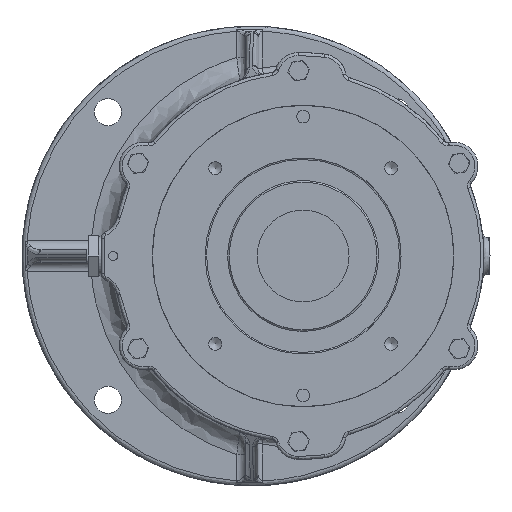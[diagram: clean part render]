
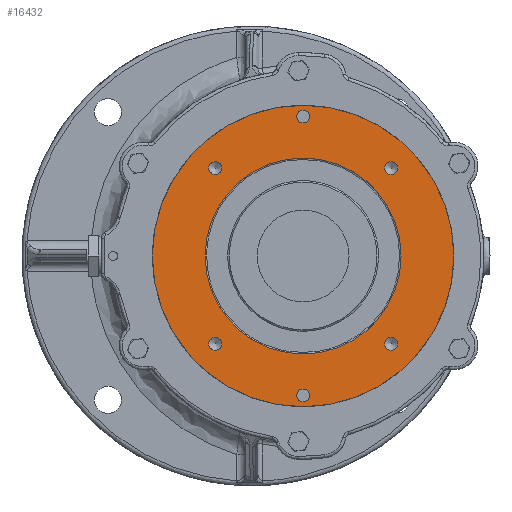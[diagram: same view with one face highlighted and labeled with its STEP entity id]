
A CAD part, left-side view. The second image highlights one B-rep face of the part: STEP entity #16432.
In plain terms, the highlighted planar face has unit normal (-1, 0, 0).
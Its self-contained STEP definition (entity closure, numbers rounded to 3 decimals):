
#46 = FACE_BOUND ( 'NONE', #25724, .T. ) ;
#829 = VERTEX_POINT ( 'NONE', #31750 ) ;
#1759 = EDGE_CURVE ( 'NONE', #10544, #10544, #29191, .T. ) ;
#1849 = DIRECTION ( 'NONE',  ( 1., 0., 0. ) ) ;
#2740 = DIRECTION ( 'NONE',  ( 1., 0., 0. ) ) ;
#3249 = ORIENTED_EDGE ( 'NONE', *, *, #21020, .T. ) ;
#3287 = ORIENTED_EDGE ( 'NONE', *, *, #4516, .T. ) ;
#4052 = CIRCLE ( 'NONE', #29071, 4.25 ) ;
#4424 = EDGE_LOOP ( 'NONE', ( #15734 ) ) ;
#4516 = EDGE_CURVE ( 'NONE', #14321, #14321, #4052, .T. ) ;
#4818 = EDGE_CURVE ( 'NONE', #13672, #13672, #34814, .T. ) ;
#5078 = CARTESIAN_POINT ( 'NONE',  ( -106., 51.086, 58.336 ) ) ;
#5536 = DIRECTION ( 'NONE',  ( 1., 0., 0. ) ) ;
#6315 = AXIS2_PLACEMENT_3D ( 'NONE', #29723, #5536, #32644 ) ;
#6715 = EDGE_LOOP ( 'NONE', ( #3287 ) ) ;
#7119 = CARTESIAN_POINT ( 'NONE',  ( -106., -68., 0. ) ) ;
#10054 = DIRECTION ( 'NONE',  ( 0., -1., 0. ) ) ;
#10544 = VERTEX_POINT ( 'NONE', #20839 ) ;
#11327 = DIRECTION ( 'NONE',  ( 0., -1., 0. ) ) ;
#11594 = CARTESIAN_POINT ( 'NONE',  ( -106., 1.25, 92.5 ) ) ;
#12656 = DIRECTION ( 'NONE',  ( 0., -1., 0. ) ) ;
#12668 = CARTESIAN_POINT ( 'NONE',  ( -106., -3., 92.5 ) ) ;
#13226 = AXIS2_PLACEMENT_3D ( 'NONE', #12668, #16457, #43345 ) ;
#13672 = VERTEX_POINT ( 'NONE', #21293 ) ;
#13717 = ORIENTED_EDGE ( 'NONE', *, *, #36232, .F. ) ;
#14145 = FACE_BOUND ( 'NONE', #14893, .T. ) ;
#14321 = VERTEX_POINT ( 'NONE', #24417 ) ;
#14893 = EDGE_LOOP ( 'NONE', ( #27875 ) ) ;
#14964 = DIRECTION ( 'NONE',  ( 1., 0., 0. ) ) ;
#15294 = CARTESIAN_POINT ( 'NONE',  ( -106., -3., 0. ) ) ;
#15734 = ORIENTED_EDGE ( 'NONE', *, *, #28263, .T. ) ;
#16432 = ADVANCED_FACE ( 'NONE', ( #24008, #30958, #30728, #14145, #46, #43326, #37202, #26314 ), #38096, .T. ) ;
#16457 = DIRECTION ( 'NONE',  ( 1., 0., 0. ) ) ;
#17190 = CARTESIAN_POINT ( 'NONE',  ( -106., -3., 0. ) ) ;
#17301 = AXIS2_PLACEMENT_3D ( 'NONE', #43960, #2740, #34325 ) ;
#18746 = VERTEX_POINT ( 'NONE', #5078 ) ;
#18900 = AXIS2_PLACEMENT_3D ( 'NONE', #20803, #41609, #10054 ) ;
#19090 = AXIS2_PLACEMENT_3D ( 'NONE', #24780, #41336, #31279 ) ;
#19516 = AXIS2_PLACEMENT_3D ( 'NONE', #24453, #20217, #12656 ) ;
#20217 = DIRECTION ( 'NONE',  ( -1., 0., 0. ) ) ;
#20569 = DIRECTION ( 'NONE',  ( 1., 0., 0. ) ) ;
#20803 = CARTESIAN_POINT ( 'NONE',  ( -106., 55.336, 58.336 ) ) ;
#20839 = CARTESIAN_POINT ( 'NONE',  ( -106., -65.586, 58.336 ) ) ;
#21020 = EDGE_CURVE ( 'NONE', #30858, #30858, #26591, .T. ) ;
#21293 = CARTESIAN_POINT ( 'NONE',  ( -106., -65.586, -58.336 ) ) ;
#23765 = CIRCLE ( 'NONE', #17301, 4.25 ) ;
#24008 = FACE_OUTER_BOUND ( 'NONE', #24697, .T. ) ;
#24417 = CARTESIAN_POINT ( 'NONE',  ( -106., 51.086, -58.336 ) ) ;
#24453 = CARTESIAN_POINT ( 'NONE',  ( -106., -103., 0. ) ) ;
#24697 = EDGE_LOOP ( 'NONE', ( #13717 ) ) ;
#24780 = CARTESIAN_POINT ( 'NONE',  ( -106., -61.336, -58.336 ) ) ;
#25594 = DIRECTION ( 'NONE',  ( 0., -1., 0. ) ) ;
#25724 = EDGE_LOOP ( 'NONE', ( #32337 ) ) ;
#26112 = VERTEX_POINT ( 'NONE', #43350 ) ;
#26314 = FACE_BOUND ( 'NONE', #4424, .T. ) ;
#26591 = CIRCLE ( 'NONE', #41615, 65. ) ;
#27256 = ORIENTED_EDGE ( 'NONE', *, *, #32836, .T. ) ;
#27875 = ORIENTED_EDGE ( 'NONE', *, *, #31186, .T. ) ;
#28263 = EDGE_CURVE ( 'NONE', #829, #829, #23765, .T. ) ;
#28348 = AXIS2_PLACEMENT_3D ( 'NONE', #17190, #20569, #11327 ) ;
#28405 = DIRECTION ( 'NONE',  ( 0., -1., 0. ) ) ;
#28701 = EDGE_LOOP ( 'NONE', ( #3249 ) ) ;
#29056 = CARTESIAN_POINT ( 'NONE',  ( -106., 55.336, -58.336 ) ) ;
#29071 = AXIS2_PLACEMENT_3D ( 'NONE', #29056, #14964, #28405 ) ;
#29191 = CIRCLE ( 'NONE', #6315, 4.25 ) ;
#29723 = CARTESIAN_POINT ( 'NONE',  ( -106., -61.336, 58.336 ) ) ;
#30728 = FACE_BOUND ( 'NONE', #6715, .T. ) ;
#30858 = VERTEX_POINT ( 'NONE', #7119 ) ;
#30958 = FACE_BOUND ( 'NONE', #28701, .T. ) ;
#31186 = EDGE_CURVE ( 'NONE', #18746, #18746, #35360, .T. ) ;
#31279 = DIRECTION ( 'NONE',  ( 0., -1., 0. ) ) ;
#31750 = CARTESIAN_POINT ( 'NONE',  ( -106., 1.25, -92.5 ) ) ;
#32337 = ORIENTED_EDGE ( 'NONE', *, *, #1759, .T. ) ;
#32391 = EDGE_LOOP ( 'NONE', ( #27256 ) ) ;
#32644 = DIRECTION ( 'NONE',  ( 0., -1., 0. ) ) ;
#32836 = EDGE_CURVE ( 'NONE', #41811, #41811, #33267, .T. ) ;
#32930 = EDGE_LOOP ( 'NONE', ( #34046 ) ) ;
#33267 = CIRCLE ( 'NONE', #13226, 4.25 ) ;
#34046 = ORIENTED_EDGE ( 'NONE', *, *, #4818, .T. ) ;
#34325 = DIRECTION ( 'NONE',  ( 0., 1., 0. ) ) ;
#34814 = CIRCLE ( 'NONE', #19090, 4.25 ) ;
#35360 = CIRCLE ( 'NONE', #18900, 4.25 ) ;
#36232 = EDGE_CURVE ( 'NONE', #26112, #26112, #39769, .T. ) ;
#37202 = FACE_BOUND ( 'NONE', #32391, .T. ) ;
#38096 = PLANE ( 'NONE',  #19516 ) ;
#39769 = CIRCLE ( 'NONE', #28348, 100. ) ;
#41336 = DIRECTION ( 'NONE',  ( 1., 0., 0. ) ) ;
#41609 = DIRECTION ( 'NONE',  ( 1., 0., 0. ) ) ;
#41615 = AXIS2_PLACEMENT_3D ( 'NONE', #15294, #1849, #25594 ) ;
#41811 = VERTEX_POINT ( 'NONE', #11594 ) ;
#43326 = FACE_BOUND ( 'NONE', #32930, .T. ) ;
#43345 = DIRECTION ( 'NONE',  ( 0., 1., 0. ) ) ;
#43350 = CARTESIAN_POINT ( 'NONE',  ( -106., -103., 0. ) ) ;
#43960 = CARTESIAN_POINT ( 'NONE',  ( -106., -3., -92.5 ) ) ;
